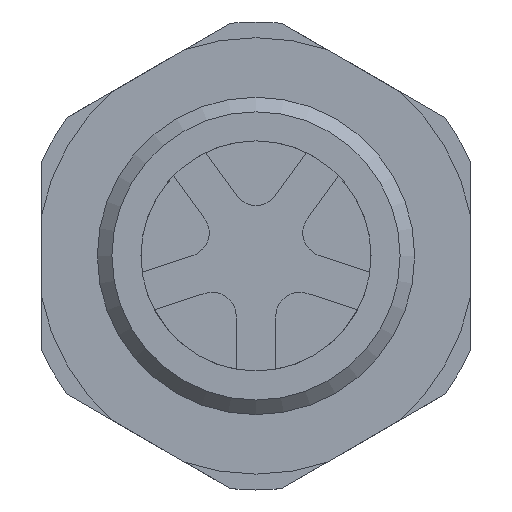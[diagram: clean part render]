
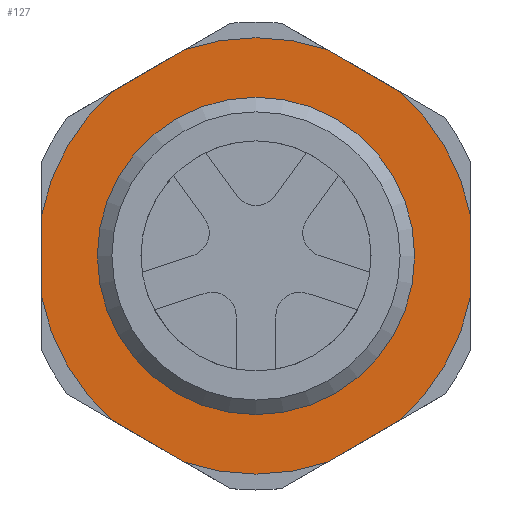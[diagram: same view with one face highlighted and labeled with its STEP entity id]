
A CAD part, front view. The second image highlights one B-rep face of the part: STEP entity #127.
In plain terms, the highlighted planar face has unit normal (0, -1, 0).
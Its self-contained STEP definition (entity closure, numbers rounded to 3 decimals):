
#127 = ADVANCED_FACE( '', ( #305, #306 ), #307, .F. );
#305 = FACE_BOUND( '', #539, .T. );
#306 = FACE_OUTER_BOUND( '', #540, .T. );
#307 = PLANE( '', #541 );
#539 = EDGE_LOOP( '', ( #864 ) );
#540 = EDGE_LOOP( '', ( #865, #866, #867, #868, #869, #870, #871, #872, #873, #874, #875, #876 ) );
#541 = AXIS2_PLACEMENT_3D( '', #877, #878, #879 );
#864 = ORIENTED_EDGE( '', *, *, #1426, .F. );
#865 = ORIENTED_EDGE( '', *, *, #1427, .T. );
#866 = ORIENTED_EDGE( '', *, *, #1428, .T. );
#867 = ORIENTED_EDGE( '', *, *, #1429, .T. );
#868 = ORIENTED_EDGE( '', *, *, #1430, .T. );
#869 = ORIENTED_EDGE( '', *, *, #1431, .T. );
#870 = ORIENTED_EDGE( '', *, *, #1432, .T. );
#871 = ORIENTED_EDGE( '', *, *, #1433, .T. );
#872 = ORIENTED_EDGE( '', *, *, #1434, .T. );
#873 = ORIENTED_EDGE( '', *, *, #1435, .T. );
#874 = ORIENTED_EDGE( '', *, *, #1436, .T. );
#875 = ORIENTED_EDGE( '', *, *, #1418, .T. );
#876 = ORIENTED_EDGE( '', *, *, #1437, .T. );
#877 = CARTESIAN_POINT( '', ( 13.75, 7.5, 0. ) );
#878 = DIRECTION( '', ( 0., 1., 0. ) );
#879 = DIRECTION( '', ( 0., 0., 1. ) );
#1418 = EDGE_CURVE( '', #1719, #1720, #1721, .T. );
#1426 = EDGE_CURVE( '', #1732, #1732, #1733, .T. );
#1427 = EDGE_CURVE( '', #1734, #1735, #1736, .T. );
#1428 = EDGE_CURVE( '', #1735, #1737, #1738, .T. );
#1429 = EDGE_CURVE( '', #1737, #1739, #1740, .T. );
#1430 = EDGE_CURVE( '', #1739, #1741, #1742, .T. );
#1431 = EDGE_CURVE( '', #1741, #1743, #1744, .T. );
#1432 = EDGE_CURVE( '', #1743, #1745, #1746, .T. );
#1433 = EDGE_CURVE( '', #1745, #1747, #1748, .T. );
#1434 = EDGE_CURVE( '', #1747, #1749, #1750, .T. );
#1435 = EDGE_CURVE( '', #1749, #1751, #1752, .T. );
#1436 = EDGE_CURVE( '', #1751, #1719, #1753, .T. );
#1437 = EDGE_CURVE( '', #1720, #1734, #1754, .T. );
#1719 = VERTEX_POINT( '', #2099 );
#1720 = VERTEX_POINT( '', #2100 );
#1721 = CIRCLE( '', #2101, 13.75 );
#1732 = VERTEX_POINT( '', #2116 );
#1733 = CIRCLE( '', #2117, 10. );
#1734 = VERTEX_POINT( '', #2118 );
#1735 = VERTEX_POINT( '', #2119 );
#1736 = CIRCLE( '', #2120, 13.75 );
#1737 = VERTEX_POINT( '', #2121 );
#1738 = LINE( '', #2122, #2123 );
#1739 = VERTEX_POINT( '', #2124 );
#1740 = CIRCLE( '', #2125, 13.75 );
#1741 = VERTEX_POINT( '', #2126 );
#1742 = LINE( '', #2127, #2128 );
#1743 = VERTEX_POINT( '', #2129 );
#1744 = CIRCLE( '', #2130, 13.75 );
#1745 = VERTEX_POINT( '', #2131 );
#1746 = LINE( '', #2132, #2133 );
#1747 = VERTEX_POINT( '', #2134 );
#1748 = CIRCLE( '', #2135, 13.75 );
#1749 = VERTEX_POINT( '', #2136 );
#1750 = LINE( '', #2137, #2138 );
#1751 = VERTEX_POINT( '', #2139 );
#1752 = CIRCLE( '', #2140, 13.75 );
#1753 = LINE( '', #2141, #2142 );
#1754 = LINE( '', #2143, #2144 );
#2099 = CARTESIAN_POINT( '', ( 4.49, 7.5, 12.996 ) );
#2100 = CARTESIAN_POINT( '', ( -4.49, 7.5, 12.996 ) );
#2101 = AXIS2_PLACEMENT_3D( '', #2576, #2577, #2578 );
#2116 = CARTESIAN_POINT( '', ( 0., 7.5, -10. ) );
#2117 = AXIS2_PLACEMENT_3D( '', #2586, #2587, #2588 );
#2118 = CARTESIAN_POINT( '', ( -9.01, 7.5, 10.386 ) );
#2119 = CARTESIAN_POINT( '', ( -13.5, 7.5, 2.61 ) );
#2120 = AXIS2_PLACEMENT_3D( '', #2589, #2590, #2591 );
#2121 = CARTESIAN_POINT( '', ( -13.5, 7.5, -2.61 ) );
#2122 = CARTESIAN_POINT( '', ( -13.5, 7.5, 0. ) );
#2123 = VECTOR( '', #2592, 1000. );
#2124 = CARTESIAN_POINT( '', ( -9.01, 7.5, -10.386 ) );
#2125 = AXIS2_PLACEMENT_3D( '', #2593, #2594, #2595 );
#2126 = CARTESIAN_POINT( '', ( -4.49, 7.5, -12.996 ) );
#2127 = CARTESIAN_POINT( '', ( 3.563, 7.5, -17.645 ) );
#2128 = VECTOR( '', #2596, 1000. );
#2129 = CARTESIAN_POINT( '', ( 4.49, 7.5, -12.996 ) );
#2130 = AXIS2_PLACEMENT_3D( '', #2597, #2598, #2599 );
#2131 = CARTESIAN_POINT( '', ( 9.01, 7.5, -10.386 ) );
#2132 = CARTESIAN_POINT( '', ( 17.063, 7.5, -5.737 ) );
#2133 = VECTOR( '', #2600, 1000. );
#2134 = CARTESIAN_POINT( '', ( 13.5, 7.5, -2.61 ) );
#2135 = AXIS2_PLACEMENT_3D( '', #2601, #2602, #2603 );
#2136 = CARTESIAN_POINT( '', ( 13.5, 7.5, 2.61 ) );
#2137 = CARTESIAN_POINT( '', ( 13.5, 7.5, 0. ) );
#2138 = VECTOR( '', #2604, 1000. );
#2139 = CARTESIAN_POINT( '', ( 9.01, 7.5, 10.386 ) );
#2140 = AXIS2_PLACEMENT_3D( '', #2605, #2606, #2607 );
#2141 = CARTESIAN_POINT( '', ( 17.063, 7.5, 5.737 ) );
#2142 = VECTOR( '', #2608, 1000. );
#2143 = CARTESIAN_POINT( '', ( 3.563, 7.5, 17.645 ) );
#2144 = VECTOR( '', #2609, 1000. );
#2576 = CARTESIAN_POINT( '', ( 0., 7.5, 0. ) );
#2577 = DIRECTION( '', ( 0., -1., 0. ) );
#2578 = DIRECTION( '', ( 0., 0., -1. ) );
#2586 = CARTESIAN_POINT( '', ( 0., 7.5, 0. ) );
#2587 = DIRECTION( '', ( 0., -1., 0. ) );
#2588 = DIRECTION( '', ( 0., 0., -1. ) );
#2589 = CARTESIAN_POINT( '', ( 0., 7.5, 0. ) );
#2590 = DIRECTION( '', ( 0., -1., 0. ) );
#2591 = DIRECTION( '', ( 0., 0., -1. ) );
#2592 = DIRECTION( '', ( 0., 0., -1. ) );
#2593 = CARTESIAN_POINT( '', ( 0., 7.5, 0. ) );
#2594 = DIRECTION( '', ( 0., -1., 0. ) );
#2595 = DIRECTION( '', ( 0., 0., -1. ) );
#2596 = DIRECTION( '', ( 0.866, 0., -0.5 ) );
#2597 = CARTESIAN_POINT( '', ( 0., 7.5, 0. ) );
#2598 = DIRECTION( '', ( 0., -1., 0. ) );
#2599 = DIRECTION( '', ( 0., 0., -1. ) );
#2600 = DIRECTION( '', ( 0.866, 0., 0.5 ) );
#2601 = CARTESIAN_POINT( '', ( 0., 7.5, 0. ) );
#2602 = DIRECTION( '', ( 0., -1., 0. ) );
#2603 = DIRECTION( '', ( 0., 0., -1. ) );
#2604 = DIRECTION( '', ( 0., 0., 1. ) );
#2605 = CARTESIAN_POINT( '', ( 0., 7.5, 0. ) );
#2606 = DIRECTION( '', ( 0., -1., 0. ) );
#2607 = DIRECTION( '', ( 0., 0., -1. ) );
#2608 = DIRECTION( '', ( -0.866, 0., 0.5 ) );
#2609 = DIRECTION( '', ( -0.866, 0., -0.5 ) );
